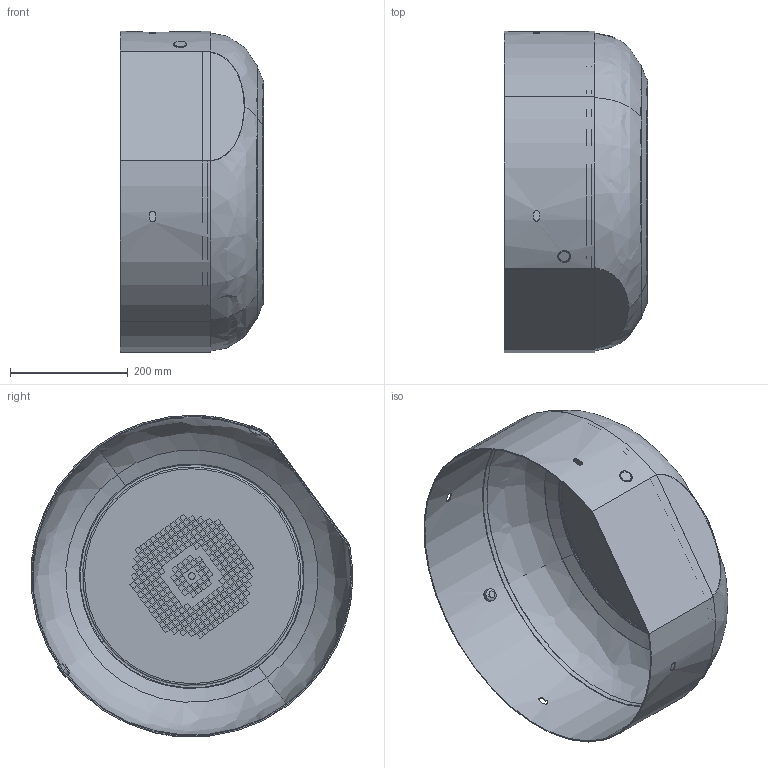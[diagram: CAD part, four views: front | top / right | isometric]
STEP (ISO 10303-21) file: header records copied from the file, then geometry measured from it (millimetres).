
FILE_DESCRIPTION (( 'STEP AP214' ), '1' );
FILE_NAME ('MTAP2-SHROUD-400.STEP', '2018-11-05T15:52:22', ( '' ), ( '' ), 'SwSTEP 2.0', 'SolidWorks 2017', '' );
FILE_SCHEMA (( 'AUTOMOTIVE_DESIGN' ));
Length unit declared in the file: inch
Products named in the file (1): MTAP2-SHROUD-400
Bounding box: 244 x 546.25 x 546.39 mm (x, y, z)
Volume: 1010695.4 mm3; surface area: 1205900.9 mm2
Topology: 4 solids, 4 shells, 2360 faces, 6262 edges, 4168 vertices
Faces by surface type: plane 1286, cylinder 1050, bspline 16, cone 8
Entity records: 106221 total; most frequent: CARTESIAN_POINT 14666, DIRECTION 13036, ORIENTED_EDGE 12524, EDGE_CURVE 6262, AXIS2_PLACEMENT_3D 4468, VERTEX_POINT 4168, VECTOR 4100, LINE 4100
